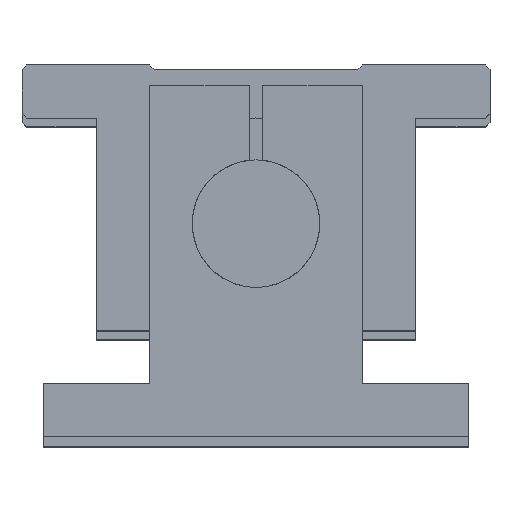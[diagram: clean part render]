
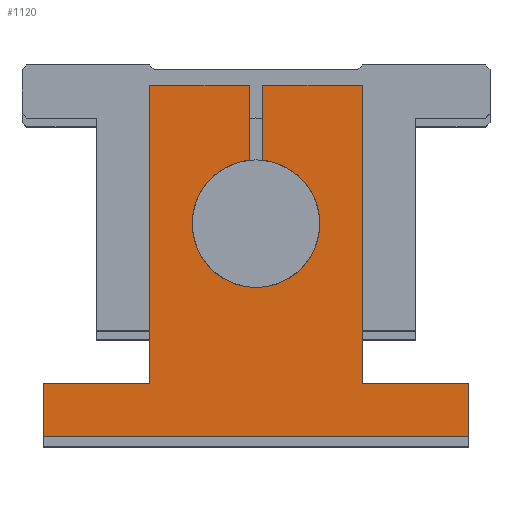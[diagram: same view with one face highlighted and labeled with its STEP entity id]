
A CAD part, top view. The second image highlights one B-rep face of the part: STEP entity #1120.
In plain terms, the highlighted planar face has unit normal (0, 0, 1).
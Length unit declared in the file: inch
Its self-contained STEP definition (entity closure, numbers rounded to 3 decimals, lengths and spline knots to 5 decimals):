
#2 = VECTOR ( 'NONE', #170, 39.37008 ) ;
#34 = EDGE_CURVE ( 'NONE', #3164, #3391, #2767, .T. ) ;
#147 = DIRECTION ( 'NONE',  ( 0., 0., -1. ) ) ;
#170 = DIRECTION ( 'NONE',  ( 1., 0., 0. ) ) ;
#210 = PLANE ( 'NONE',  #2234 ) ;
#237 = VERTEX_POINT ( 'NONE', #802 ) ;
#250 = EDGE_CURVE ( 'NONE', #3391, #749, #2735, .T. ) ;
#336 = CARTESIAN_POINT ( 'NONE',  ( -2.34465, 0.69724, 13.51958 ) ) ;
#344 = EDGE_CURVE ( 'NONE', #3064, #3164, #2023, .T. ) ;
#363 = VERTEX_POINT ( 'NONE', #1690 ) ;
#392 = EDGE_CURVE ( 'NONE', #237, #363, #4081, .T. ) ;
#722 = VECTOR ( 'NONE', #880, 39.37008 ) ;
#728 = DIRECTION ( 'NONE',  ( 0., 0., -1. ) ) ;
#737 = VERTEX_POINT ( 'NONE', #2237 ) ;
#749 = VERTEX_POINT ( 'NONE', #850 ) ;
#761 = CARTESIAN_POINT ( 'NONE',  ( -2.93028, -0.61269, 13.51958 ) ) ;
#802 = CARTESIAN_POINT ( 'NONE',  ( -3.55528, -0.92568, 13.51958 ) ) ;
#819 = VERTEX_POINT ( 'NONE', #1523 ) ;
#828 = CARTESIAN_POINT ( 'NONE',  ( -2.26591, 0.69724, 13.51958 ) ) ;
#832 = LINE ( 'NONE', #2919, #722 ) ;
#847 = VECTOR ( 'NONE', #1038, 39.37008 ) ;
#850 = CARTESIAN_POINT ( 'NONE',  ( -1.05528, -0.92568, 13.51958 ) ) ;
#880 = DIRECTION ( 'NONE',  ( 1., 0., 0. ) ) ;
#892 = ORIENTED_EDGE ( 'NONE', *, *, #344, .F. ) ;
#902 = CARTESIAN_POINT ( 'NONE',  ( -1.68028, 1.13731, 13.51958 ) ) ;
#955 = CARTESIAN_POINT ( 'NONE',  ( -3.55528, -0.92568, 13.51958 ) ) ;
#976 = ORIENTED_EDGE ( 'NONE', *, *, #1864, .F. ) ;
#1038 = DIRECTION ( 'NONE',  ( 0., -1., 0. ) ) ;
#1047 = ORIENTED_EDGE ( 'NONE', *, *, #34, .F. ) ;
#1049 = CARTESIAN_POINT ( 'NONE',  ( -2.30528, 0.32432, 13.51958 ) ) ;
#1081 = CARTESIAN_POINT ( 'NONE',  ( -2.93028, -0.61269, 13.51958 ) ) ;
#1097 = EDGE_CURVE ( 'NONE', #3499, #1253, #1797, .T. ) ;
#1120 = ADVANCED_FACE ( 'NONE', ( #1942 ), #210, .T. ) ;
#1135 = VECTOR ( 'NONE', #2771, 39.37008 ) ;
#1148 = VECTOR ( 'NONE', #1430, 39.37008 ) ;
#1236 = LINE ( 'NONE', #3440, #2896 ) ;
#1253 = VERTEX_POINT ( 'NONE', #3019 ) ;
#1330 = DIRECTION ( 'NONE',  ( -1., 0., 0. ) ) ;
#1361 = CARTESIAN_POINT ( 'NONE',  ( -1.05528, -0.61269, 13.51958 ) ) ;
#1382 = LINE ( 'NONE', #1081, #1135 ) ;
#1389 = VECTOR ( 'NONE', #1330, 39.37008 ) ;
#1430 = DIRECTION ( 'NONE',  ( 0., -1., 0. ) ) ;
#1460 = DIRECTION ( 'NONE',  ( 1., 0., 0. ) ) ;
#1476 = ORIENTED_EDGE ( 'NONE', *, *, #2315, .F. ) ;
#1523 = CARTESIAN_POINT ( 'NONE',  ( -2.34465, 1.13731, 13.51958 ) ) ;
#1690 = CARTESIAN_POINT ( 'NONE',  ( -3.55528, -0.61269, 13.51958 ) ) ;
#1756 = LINE ( 'NONE', #336, #1148 ) ;
#1797 = CIRCLE ( 'NONE', #2603, 0.375 ) ;
#1812 = LINE ( 'NONE', #3223, #1865 ) ;
#1864 = EDGE_CURVE ( 'NONE', #737, #819, #832, .T. ) ;
#1865 = VECTOR ( 'NONE', #1460, 39.37008 ) ;
#1874 = DIRECTION ( 'NONE',  ( 0., 0., 1. ) ) ;
#1942 = FACE_OUTER_BOUND ( 'NONE', #4185, .T. ) ;
#1947 = ORIENTED_EDGE ( 'NONE', *, *, #3584, .F. ) ;
#1986 = LINE ( 'NONE', #4473, #1389 ) ;
#2023 = LINE ( 'NONE', #3390, #4422 ) ;
#2099 = ORIENTED_EDGE ( 'NONE', *, *, #3017, .F. ) ;
#2111 = ORIENTED_EDGE ( 'NONE', *, *, #4498, .T. ) ;
#2212 = ORIENTED_EDGE ( 'NONE', *, *, #1097, .T. ) ;
#2234 = AXIS2_PLACEMENT_3D ( 'NONE', #2555, #1874, #4386 ) ;
#2237 = CARTESIAN_POINT ( 'NONE',  ( -2.93028, 1.13731, 13.51958 ) ) ;
#2263 = CARTESIAN_POINT ( 'NONE',  ( -2.30528, -0.05068, 13.51958 ) ) ;
#2270 = ORIENTED_EDGE ( 'NONE', *, *, #392, .F. ) ;
#2315 = EDGE_CURVE ( 'NONE', #363, #3374, #2953, .T. ) ;
#2382 = CARTESIAN_POINT ( 'NONE',  ( -1.05528, -0.92568, 13.51958 ) ) ;
#2395 = ORIENTED_EDGE ( 'NONE', *, *, #3405, .F. ) ;
#2457 = VECTOR ( 'NONE', #3482, 39.37008 ) ;
#2458 = EDGE_CURVE ( 'NONE', #749, #237, #1986, .T. ) ;
#2555 = CARTESIAN_POINT ( 'NONE',  ( -3.55528, -0.92568, 13.51958 ) ) ;
#2603 = AXIS2_PLACEMENT_3D ( 'NONE', #4337, #147, #3679 ) ;
#2735 = LINE ( 'NONE', #2382, #847 ) ;
#2767 = LINE ( 'NONE', #3160, #2457 ) ;
#2771 = DIRECTION ( 'NONE',  ( 0., 1., 0. ) ) ;
#2778 = DIRECTION ( 'NONE',  ( 0., -1., 0. ) ) ;
#2896 = VECTOR ( 'NONE', #3027, 39.37008 ) ;
#2919 = CARTESIAN_POINT ( 'NONE',  ( -2.34465, 1.13731, 13.51958 ) ) ;
#2953 = LINE ( 'NONE', #3021, #2 ) ;
#2992 = CARTESIAN_POINT ( 'NONE',  ( -2.26591, 1.13731, 13.51958 ) ) ;
#3017 = EDGE_CURVE ( 'NONE', #3048, #3064, #1812, .T. ) ;
#3019 = CARTESIAN_POINT ( 'NONE',  ( -2.34465, 0.69724, 13.51958 ) ) ;
#3021 = CARTESIAN_POINT ( 'NONE',  ( -2.93028, -0.61269, 13.51958 ) ) ;
#3027 = DIRECTION ( 'NONE',  ( 0., 1., 0. ) ) ;
#3040 = ORIENTED_EDGE ( 'NONE', *, *, #4221, .F. ) ;
#3048 = VERTEX_POINT ( 'NONE', #2992 ) ;
#3064 = VERTEX_POINT ( 'NONE', #902 ) ;
#3160 = CARTESIAN_POINT ( 'NONE',  ( -1.68028, -0.61269, 13.51958 ) ) ;
#3164 = VERTEX_POINT ( 'NONE', #3968 ) ;
#3223 = CARTESIAN_POINT ( 'NONE',  ( -1.68028, 1.13731, 13.51958 ) ) ;
#3271 = VECTOR ( 'NONE', #3743, 39.37008 ) ;
#3374 = VERTEX_POINT ( 'NONE', #761 ) ;
#3390 = CARTESIAN_POINT ( 'NONE',  ( -1.68028, -0.61269, 13.51958 ) ) ;
#3391 = VERTEX_POINT ( 'NONE', #1361 ) ;
#3405 = EDGE_CURVE ( 'NONE', #3374, #737, #1382, .T. ) ;
#3440 = CARTESIAN_POINT ( 'NONE',  ( -2.26591, 0.69724, 13.51958 ) ) ;
#3482 = DIRECTION ( 'NONE',  ( 1., 0., 0. ) ) ;
#3495 = CIRCLE ( 'NONE', #4003, 0.375 ) ;
#3499 = VERTEX_POINT ( 'NONE', #2263 ) ;
#3584 = EDGE_CURVE ( 'NONE', #4394, #3048, #1236, .T. ) ;
#3679 = DIRECTION ( 'NONE',  ( 0., -1., 0. ) ) ;
#3743 = DIRECTION ( 'NONE',  ( 0., 1., 0. ) ) ;
#3793 = DIRECTION ( 'NONE',  ( 0., -1., 0. ) ) ;
#3812 = ORIENTED_EDGE ( 'NONE', *, *, #2458, .F. ) ;
#3968 = CARTESIAN_POINT ( 'NONE',  ( -1.68028, -0.61269, 13.51958 ) ) ;
#4003 = AXIS2_PLACEMENT_3D ( 'NONE', #1049, #728, #3793 ) ;
#4007 = ORIENTED_EDGE ( 'NONE', *, *, #250, .F. ) ;
#4081 = LINE ( 'NONE', #955, #3271 ) ;
#4185 = EDGE_LOOP ( 'NONE', ( #1947, #2111, #2212, #3040, #976, #2395, #1476, #2270, #3812, #4007, #1047, #892, #2099 ) ) ;
#4221 = EDGE_CURVE ( 'NONE', #819, #1253, #1756, .T. ) ;
#4337 = CARTESIAN_POINT ( 'NONE',  ( -2.30528, 0.32432, 13.51958 ) ) ;
#4386 = DIRECTION ( 'NONE',  ( 1., 0., 0. ) ) ;
#4394 = VERTEX_POINT ( 'NONE', #828 ) ;
#4422 = VECTOR ( 'NONE', #2778, 39.37008 ) ;
#4473 = CARTESIAN_POINT ( 'NONE',  ( -3.55528, -0.92568, 13.51958 ) ) ;
#4498 = EDGE_CURVE ( 'NONE', #4394, #3499, #3495, .T. ) ;
